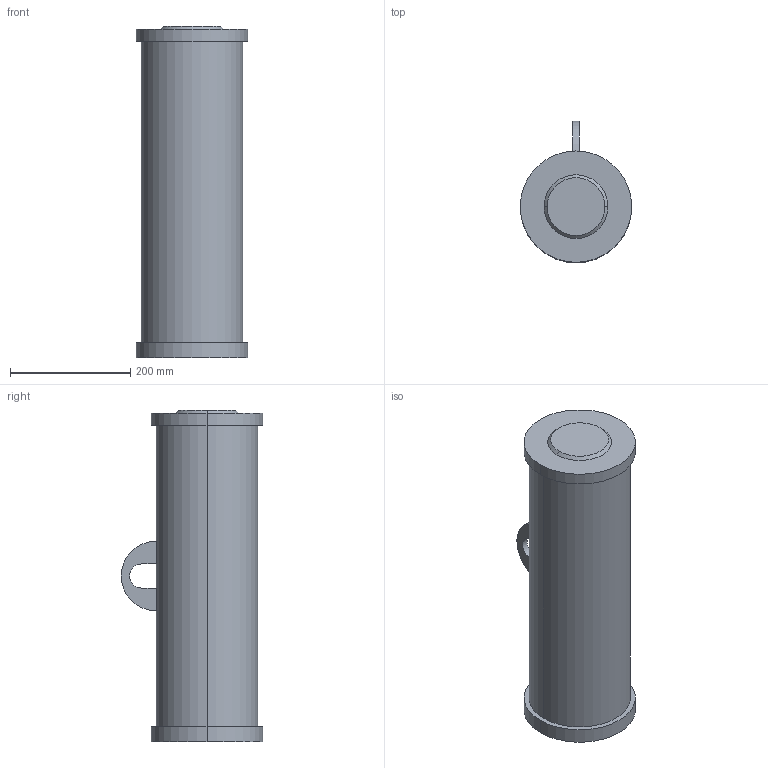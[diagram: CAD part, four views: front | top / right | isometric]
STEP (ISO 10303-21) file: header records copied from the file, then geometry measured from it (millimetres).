
FILE_DESCRIPTION (( 'STEP AP214' ), '1' );
FILE_NAME ('DN65-TAIL-PIPE.STEP', '2021-03-31T07:28:54', ( '' ), ( '' ), 'SwSTEP 2.0', 'SolidWorks 2017', '' );
FILE_SCHEMA (( 'AUTOMOTIVE_DESIGN' ));
Length unit declared in the file: millimetre
Products named in the file (1): DN65-TAIL-PIPE
Bounding box: 185 x 235 x 550 mm (x, y, z)
Volume: 12408060.9 mm3; surface area: 366462.9 mm2
Topology: 1 solids, 9 shells, 45 faces, 96 edges, 56 vertices
Faces by surface type: plane 19, cone 18, cylinder 8
Entity records: 1206 total; most frequent: DIRECTION 212, CARTESIAN_POINT 182, ORIENTED_EDGE 160, AXIS2_PLACEMENT_3D 86, EDGE_CURVE 80, VERTEX_POINT 56, EDGE_LOOP 50, FACE_OUTER_BOUND 45
